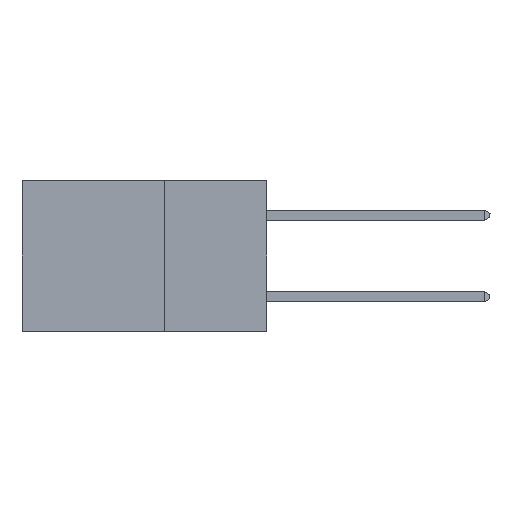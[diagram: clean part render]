
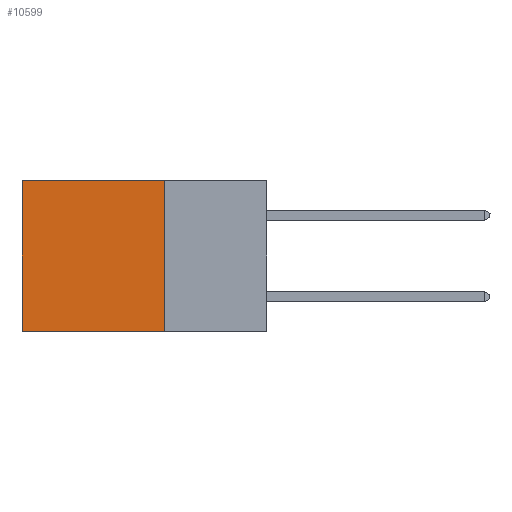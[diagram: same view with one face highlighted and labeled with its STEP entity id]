
A CAD part, left-side view. The second image highlights one B-rep face of the part: STEP entity #10599.
In plain terms, the highlighted planar face has unit normal (-1, 0, 0).
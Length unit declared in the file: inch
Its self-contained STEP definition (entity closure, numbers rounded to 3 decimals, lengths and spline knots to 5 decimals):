
#466 = DIRECTION ( 'NONE',  ( 0., 1., 0. ) ) ;
#594 = LINE ( 'NONE', #10472, #6713 ) ;
#1417 = VECTOR ( 'NONE', #466, 39.37008 ) ;
#2144 = EDGE_CURVE ( 'NONE', #3147, #9879, #9495, .T. ) ;
#2285 = CARTESIAN_POINT ( 'NONE',  ( 0.2875, 0.25, 0. ) ) ;
#2354 = EDGE_CURVE ( 'NONE', #3399, #6791, #6277, .T. ) ;
#2478 = EDGE_CURVE ( 'NONE', #9879, #6791, #594, .T. ) ;
#2723 = DIRECTION ( 'NONE',  ( 0., 1., 0. ) ) ;
#2867 = CARTESIAN_POINT ( 'NONE',  ( 0.2875, 0.25, 0. ) ) ;
#3147 = VERTEX_POINT ( 'NONE', #8310 ) ;
#3165 = DIRECTION ( 'NONE',  ( 0., 0., -1. ) ) ;
#3367 = PLANE ( 'NONE',  #10832 ) ;
#3399 = VERTEX_POINT ( 'NONE', #4448 ) ;
#3714 = ORIENTED_EDGE ( 'NONE', *, *, #2144, .F. ) ;
#3996 = EDGE_LOOP ( 'NONE', ( #6605, #4702, #3714, #11160 ) ) ;
#4448 = CARTESIAN_POINT ( 'NONE',  ( 0.2875, 0.6, 0. ) ) ;
#4609 = DIRECTION ( 'NONE',  ( 0., 0., -1. ) ) ;
#4702 = ORIENTED_EDGE ( 'NONE', *, *, #2478, .F. ) ;
#5218 = VECTOR ( 'NONE', #8553, 39.37008 ) ;
#6277 = LINE ( 'NONE', #8156, #10747 ) ;
#6472 = FACE_OUTER_BOUND ( 'NONE', #3996, .T. ) ;
#6605 = ORIENTED_EDGE ( 'NONE', *, *, #2354, .T. ) ;
#6713 = VECTOR ( 'NONE', #2723, 39.37008 ) ;
#6791 = VERTEX_POINT ( 'NONE', #12235 ) ;
#8156 = CARTESIAN_POINT ( 'NONE',  ( 0.2875, 0.6, 0. ) ) ;
#8310 = CARTESIAN_POINT ( 'NONE',  ( 0.2875, 0.25, 0. ) ) ;
#8553 = DIRECTION ( 'NONE',  ( 0., 0., -1. ) ) ;
#9068 = CARTESIAN_POINT ( 'NONE',  ( 0.2875, 0.25, -0.37 ) ) ;
#9495 = LINE ( 'NONE', #2867, #5218 ) ;
#9879 = VERTEX_POINT ( 'NONE', #9068 ) ;
#9997 = LINE ( 'NONE', #2285, #1417 ) ;
#10257 = CARTESIAN_POINT ( 'NONE',  ( 0.2875, 0.25, 0. ) ) ;
#10472 = CARTESIAN_POINT ( 'NONE',  ( 0.2875, 0.25, -0.37 ) ) ;
#10479 = DIRECTION ( 'NONE',  ( 1., 0., 0. ) ) ;
#10599 = ADVANCED_FACE ( 'NONE', ( #6472 ), #3367, .F. ) ;
#10747 = VECTOR ( 'NONE', #3165, 39.37008 ) ;
#10832 = AXIS2_PLACEMENT_3D ( 'NONE', #10257, #10479, #4609 ) ;
#10958 = EDGE_CURVE ( 'NONE', #3147, #3399, #9997, .T. ) ;
#11160 = ORIENTED_EDGE ( 'NONE', *, *, #10958, .T. ) ;
#12235 = CARTESIAN_POINT ( 'NONE',  ( 0.2875, 0.6, -0.37 ) ) ;
